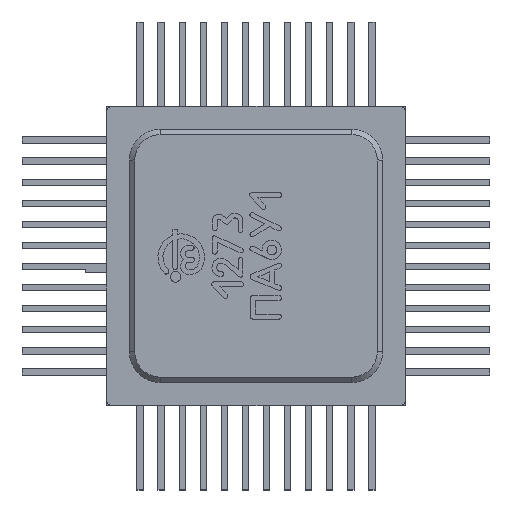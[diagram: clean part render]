
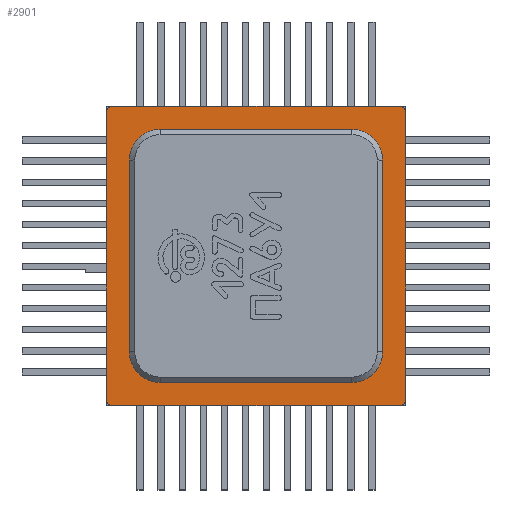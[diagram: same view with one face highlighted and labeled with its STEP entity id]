
A CAD part, top view. The second image highlights one B-rep face of the part: STEP entity #2901.
In plain terms, the highlighted planar face has unit normal (0, 0, 1).
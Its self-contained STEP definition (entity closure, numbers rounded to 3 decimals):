
#2901 = ADVANCED_FACE( '', ( #6991, #6992 ), #6993, .T. );
#6991 = FACE_BOUND( '', #12044, .T. );
#6992 = FACE_OUTER_BOUND( '', #12045, .T. );
#6993 = PLANE( '', #12046 );
#12044 = EDGE_LOOP( '', ( #19047, #19048, #19049, #19050, #19051, #19052, #19053, #19054 ) );
#12045 = EDGE_LOOP( '', ( #19055, #19056, #19057, #19058, #19059, #19060, #19061, #19062 ) );
#12046 = AXIS2_PLACEMENT_3D( '', #19063, #19064, #19065 );
#19047 = ORIENTED_EDGE( '', *, *, #29986, .T. );
#19048 = ORIENTED_EDGE( '', *, *, #29987, .T. );
#19049 = ORIENTED_EDGE( '', *, *, #29988, .T. );
#19050 = ORIENTED_EDGE( '', *, *, #29281, .T. );
#19051 = ORIENTED_EDGE( '', *, *, #29989, .T. );
#19052 = ORIENTED_EDGE( '', *, *, #29990, .T. );
#19053 = ORIENTED_EDGE( '', *, *, #29991, .T. );
#19054 = ORIENTED_EDGE( '', *, *, #29992, .T. );
#19055 = ORIENTED_EDGE( '', *, *, #29993, .T. );
#19056 = ORIENTED_EDGE( '', *, *, #29994, .T. );
#19057 = ORIENTED_EDGE( '', *, *, #29995, .T. );
#19058 = ORIENTED_EDGE( '', *, *, #29996, .T. );
#19059 = ORIENTED_EDGE( '', *, *, #29997, .T. );
#19060 = ORIENTED_EDGE( '', *, *, #29998, .T. );
#19061 = ORIENTED_EDGE( '', *, *, #29983, .T. );
#19062 = ORIENTED_EDGE( '', *, *, #29999, .T. );
#19063 = CARTESIAN_POINT( '', ( 0., 0., 0.1 ) );
#19064 = DIRECTION( '', ( 0., 0., 1. ) );
#19065 = DIRECTION( '', ( 1., 0., 0. ) );
#29281 = EDGE_CURVE( '', #34162, #34163, #34164, .T. );
#29983 = EDGE_CURVE( '', #35370, #35368, #35371, .F. );
#29986 = EDGE_CURVE( '', #35374, #35375, #35376, .T. );
#29987 = EDGE_CURVE( '', #35375, #35377, #35378, .T. );
#29988 = EDGE_CURVE( '', #35377, #34162, #35379, .T. );
#29989 = EDGE_CURVE( '', #34163, #35380, #35381, .T. );
#29990 = EDGE_CURVE( '', #35380, #35382, #35383, .T. );
#29991 = EDGE_CURVE( '', #35382, #35384, #35385, .T. );
#29992 = EDGE_CURVE( '', #35384, #35374, #35386, .T. );
#29993 = EDGE_CURVE( '', #35387, #35388, #35389, .F. );
#29994 = EDGE_CURVE( '', #35388, #35390, #35391, .T. );
#29995 = EDGE_CURVE( '', #35390, #35392, #35393, .F. );
#29996 = EDGE_CURVE( '', #35392, #35394, #35395, .T. );
#29997 = EDGE_CURVE( '', #35394, #35396, #35397, .F. );
#29998 = EDGE_CURVE( '', #35396, #35370, #35398, .T. );
#29999 = EDGE_CURVE( '', #35368, #35387, #35399, .T. );
#34162 = VERTEX_POINT( '', #41482 );
#34163 = VERTEX_POINT( '', #41483 );
#34164 = CIRCLE( '', #41484, 1.45 );
#35368 = VERTEX_POINT( '', #43342 );
#35370 = VERTEX_POINT( '', #43345 );
#35371 = CIRCLE( '', #43346, 0.3 );
#35374 = VERTEX_POINT( '', #43350 );
#35375 = VERTEX_POINT( '', #43351 );
#35376 = LINE( '', #43352, #43353 );
#35377 = VERTEX_POINT( '', #43354 );
#35378 = CIRCLE( '', #43355, 1.45 );
#35379 = LINE( '', #43356, #43357 );
#35380 = VERTEX_POINT( '', #43358 );
#35381 = LINE( '', #43359, #43360 );
#35382 = VERTEX_POINT( '', #43361 );
#35383 = CIRCLE( '', #43362, 1.45 );
#35384 = VERTEX_POINT( '', #43363 );
#35385 = LINE( '', #43364, #43365 );
#35386 = CIRCLE( '', #43366, 1.45 );
#35387 = VERTEX_POINT( '', #43367 );
#35388 = VERTEX_POINT( '', #43368 );
#35389 = CIRCLE( '', #43369, 0.3 );
#35390 = VERTEX_POINT( '', #43370 );
#35391 = LINE( '', #43371, #43372 );
#35392 = VERTEX_POINT( '', #43373 );
#35393 = CIRCLE( '', #43374, 0.3 );
#35394 = VERTEX_POINT( '', #43375 );
#35395 = LINE( '', #43376, #43377 );
#35396 = VERTEX_POINT( '', #43378 );
#35397 = CIRCLE( '', #43379, 0.3 );
#35398 = LINE( '', #43380, #43381 );
#35399 = LINE( '', #43382, #43383 );
#41482 = CARTESIAN_POINT( '', ( 1.1, 11.65, 0.1 ) );
#41483 = CARTESIAN_POINT( '', ( 2.55, 13.1, 0.1 ) );
#41484 = AXIS2_PLACEMENT_3D( '', #50998, #50999, #51000 );
#43342 = CARTESIAN_POINT( '', ( 0., 13.9, 0.1 ) );
#43345 = CARTESIAN_POINT( '', ( 0.3, 14.2, 0.1 ) );
#43346 = AXIS2_PLACEMENT_3D( '', #51597, #51598, #51599 );
#43350 = CARTESIAN_POINT( '', ( 11.65, 1.1, 0.1 ) );
#43351 = CARTESIAN_POINT( '', ( 2.55, 1.1, 0.1 ) );
#43352 = CARTESIAN_POINT( '', ( 0., 1.1, 0.1 ) );
#43353 = VECTOR( '', #51601, 1000. );
#43354 = CARTESIAN_POINT( '', ( 1.1, 2.55, 0.1 ) );
#43355 = AXIS2_PLACEMENT_3D( '', #51602, #51603, #51604 );
#43356 = CARTESIAN_POINT( '', ( 1.1, 0., 0.1 ) );
#43357 = VECTOR( '', #51605, 1000. );
#43358 = CARTESIAN_POINT( '', ( 11.65, 13.1, 0.1 ) );
#43359 = CARTESIAN_POINT( '', ( 0., 13.1, 0.1 ) );
#43360 = VECTOR( '', #51606, 1000. );
#43361 = CARTESIAN_POINT( '', ( 13.1, 11.65, 0.1 ) );
#43362 = AXIS2_PLACEMENT_3D( '', #51607, #51608, #51609 );
#43363 = CARTESIAN_POINT( '', ( 13.1, 2.55, 0.1 ) );
#43364 = CARTESIAN_POINT( '', ( 13.1, 0., 0.1 ) );
#43365 = VECTOR( '', #51610, 1000. );
#43366 = AXIS2_PLACEMENT_3D( '', #51611, #51612, #51613 );
#43367 = CARTESIAN_POINT( '', ( 0., 0.3, 0.1 ) );
#43368 = CARTESIAN_POINT( '', ( 0.3, 0., 0.1 ) );
#43369 = AXIS2_PLACEMENT_3D( '', #51614, #51615, #51616 );
#43370 = CARTESIAN_POINT( '', ( 13.9, 0., 0.1 ) );
#43371 = CARTESIAN_POINT( '', ( 0.3, 0., 0.1 ) );
#43372 = VECTOR( '', #51617, 1000. );
#43373 = CARTESIAN_POINT( '', ( 14.2, 0.3, 0.1 ) );
#43374 = AXIS2_PLACEMENT_3D( '', #51618, #51619, #51620 );
#43375 = CARTESIAN_POINT( '', ( 14.2, 13.9, 0.1 ) );
#43376 = CARTESIAN_POINT( '', ( 14.2, 0.3, 0.1 ) );
#43377 = VECTOR( '', #51621, 1000. );
#43378 = CARTESIAN_POINT( '', ( 13.9, 14.2, 0.1 ) );
#43379 = AXIS2_PLACEMENT_3D( '', #51622, #51623, #51624 );
#43380 = CARTESIAN_POINT( '', ( 0.3, 14.2, 0.1 ) );
#43381 = VECTOR( '', #51625, 1000. );
#43382 = CARTESIAN_POINT( '', ( 0., 0.3, 0.1 ) );
#43383 = VECTOR( '', #51626, 1000. );
#50998 = CARTESIAN_POINT( '', ( 2.55, 11.65, 0.1 ) );
#50999 = DIRECTION( '', ( 0., 0., -1. ) );
#51000 = DIRECTION( '', ( -1., 0., 0. ) );
#51597 = CARTESIAN_POINT( '', ( 0.3, 13.9, 0.1 ) );
#51598 = DIRECTION( '', ( 0., 0., -1. ) );
#51599 = DIRECTION( '', ( -1., 0., 0. ) );
#51601 = DIRECTION( '', ( -1., 0., 0. ) );
#51602 = CARTESIAN_POINT( '', ( 2.55, 2.55, 0.1 ) );
#51603 = DIRECTION( '', ( 0., 0., -1. ) );
#51604 = DIRECTION( '', ( -1., 0., 0. ) );
#51605 = DIRECTION( '', ( 0., 1., 0. ) );
#51606 = DIRECTION( '', ( 1., 0., 0. ) );
#51607 = CARTESIAN_POINT( '', ( 11.65, 11.65, 0.1 ) );
#51608 = DIRECTION( '', ( 0., 0., -1. ) );
#51609 = DIRECTION( '', ( -1., 0., 0. ) );
#51610 = DIRECTION( '', ( 0., -1., 0. ) );
#51611 = CARTESIAN_POINT( '', ( 11.65, 2.55, 0.1 ) );
#51612 = DIRECTION( '', ( 0., 0., -1. ) );
#51613 = DIRECTION( '', ( -1., 0., 0. ) );
#51614 = CARTESIAN_POINT( '', ( 0.3, 0.3, 0.1 ) );
#51615 = DIRECTION( '', ( 0., 0., -1. ) );
#51616 = DIRECTION( '', ( -1., 0., 0. ) );
#51617 = DIRECTION( '', ( 1., 0., 0. ) );
#51618 = CARTESIAN_POINT( '', ( 13.9, 0.3, 0.1 ) );
#51619 = DIRECTION( '', ( 0., 0., -1. ) );
#51620 = DIRECTION( '', ( -1., 0., 0. ) );
#51621 = DIRECTION( '', ( 0., 1., 0. ) );
#51622 = CARTESIAN_POINT( '', ( 13.9, 13.9, 0.1 ) );
#51623 = DIRECTION( '', ( 0., 0., -1. ) );
#51624 = DIRECTION( '', ( -1., 0., 0. ) );
#51625 = DIRECTION( '', ( -1., 0., 0. ) );
#51626 = DIRECTION( '', ( 0., -1., 0. ) );
